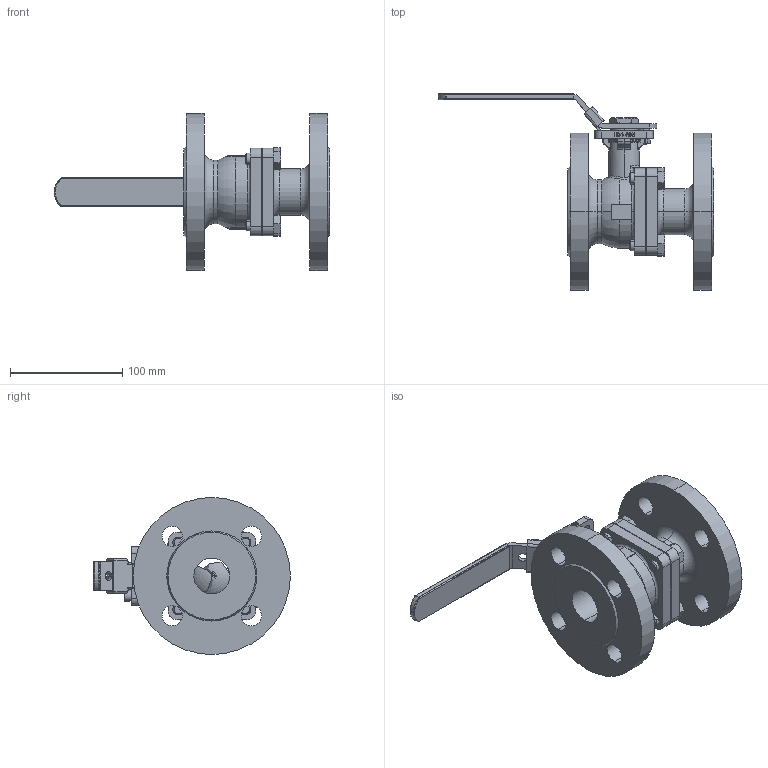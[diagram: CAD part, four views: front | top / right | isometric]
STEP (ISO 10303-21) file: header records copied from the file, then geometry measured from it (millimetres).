
FILE_DESCRIPTION (( 'STEP AP203' ), '1' );
FILE_NAME ('L62032²Õ¦X¥ó.STEP', '2016-11-08T07:18:07', ( '' ), ( '' ), 'SwSTEP 2.0', 'SolidWorks 2012', '' );
FILE_SCHEMA (( 'CONFIG_CONTROL_DESIGN' ));
Length unit declared in the file: millimetre
Products named in the file (20): L62032組合件; SS03; SN02; OR04; PV30; HE32; TW06; SX30; GI04; SX07; SM150; PS02; MP36; SP10; HN32; ST84; BL62032; BP165; AL62032; BL38
Assembly tree (25 placements, depth 2):
  L62032組合件
    BL38
    AL62032
    BP165
    BL62032
    ST84  x2
    HN32  x4
    SP10
    MP36
    PS02
    SM150
    SX07  x2
    GI04  x2
    SX30
    TW06
    HE32
    PV30
    OR04
    SN02
    SS03
Bounding box: 245.67 x 175.31 x 140 mm (x, y, z)
Volume: 714702.6 mm3; surface area: 188906.5 mm2
Topology: 26 solids, 26 shells, 949 faces, 2328 edges, 1451 vertices
Faces by surface type: plane 356, cylinder 286, bspline 147, cone 106, torus 40, sphere 14
Entity records: 37085 total; most frequent: CARTESIAN_POINT 15374, ORIENTED_EDGE 4220, DIRECTION 3733, EDGE_CURVE 2110, AXIS2_PLACEMENT_3D 1352, VERTEX_POINT 1327, VECTOR 1029, LINE 1029
